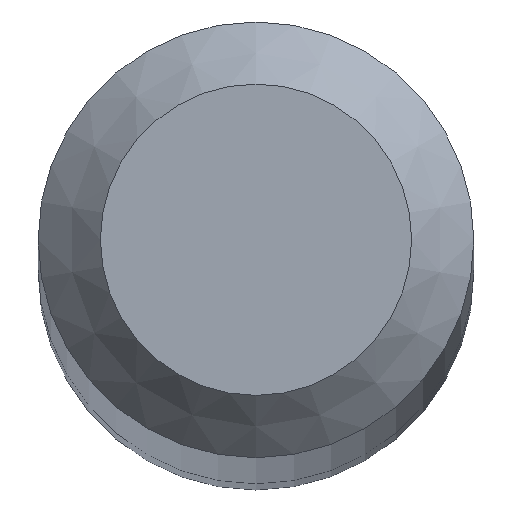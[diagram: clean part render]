
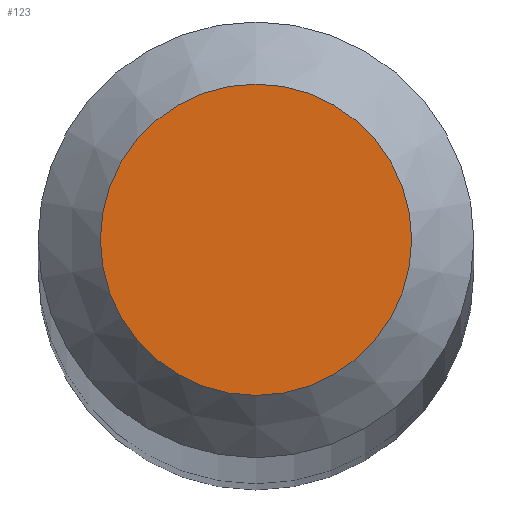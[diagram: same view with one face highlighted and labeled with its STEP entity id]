
A CAD part, top view. The second image highlights one B-rep face of the part: STEP entity #123.
In plain terms, the highlighted planar face has unit normal (0, 0, 1).
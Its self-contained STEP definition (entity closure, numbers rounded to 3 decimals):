
#3 = CIRCLE ( 'NONE', #152, 0.25 ) ;
#7 = DIRECTION ( 'NONE',  ( 0., 0., -1. ) ) ;
#10 = FACE_OUTER_BOUND ( 'NONE', #86, .T. ) ;
#30 = DIRECTION ( 'NONE',  ( 0., 1., 0. ) ) ;
#32 = DIRECTION ( 'NONE',  ( 0., 1., 0. ) ) ;
#44 = CARTESIAN_POINT ( 'NONE',  ( 0., 0., 30. ) ) ;
#60 = DIRECTION ( 'NONE',  ( 0., 0., -1. ) ) ;
#80 = VERTEX_POINT ( 'NONE', #82 ) ;
#82 = CARTESIAN_POINT ( 'NONE',  ( 0., 0.25, 30. ) ) ;
#85 = EDGE_CURVE ( 'NONE', #80, #80, #3, .T. ) ;
#86 = EDGE_LOOP ( 'NONE', ( #90 ) ) ;
#90 = ORIENTED_EDGE ( 'NONE', *, *, #85, .F. ) ;
#92 = CARTESIAN_POINT ( 'NONE',  ( 0., 0., 30. ) ) ;
#123 = ADVANCED_FACE ( 'NONE', ( #10 ), #150, .F. ) ;
#150 = PLANE ( 'NONE',  #173 ) ;
#152 = AXIS2_PLACEMENT_3D ( 'NONE', #92, #7, #30 ) ;
#173 = AXIS2_PLACEMENT_3D ( 'NONE', #44, #60, #32 ) ;
